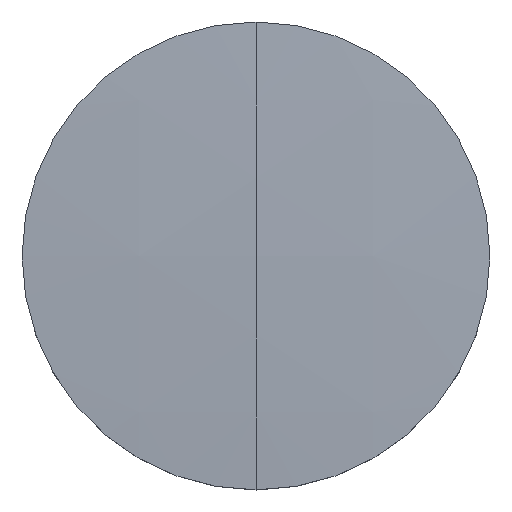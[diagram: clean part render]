
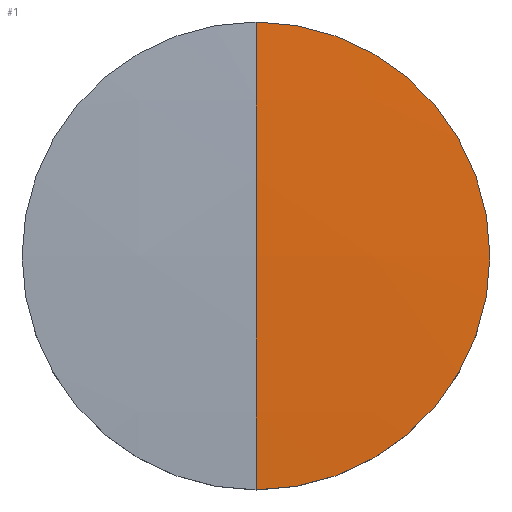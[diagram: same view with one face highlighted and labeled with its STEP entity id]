
A CAD part, top view. The second image highlights one B-rep face of the part: STEP entity #1.
In plain terms, the highlighted spherical face has radius 120.155 mm.
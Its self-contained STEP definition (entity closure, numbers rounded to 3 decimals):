
#1 = ADVANCED_FACE ( 'NONE', ( #82 ), #56, .T. ) ;
#5 = VERTEX_POINT ( 'NONE', #48 ) ;
#7 = VERTEX_POINT ( 'NONE', #44 ) ;
#9 = ORIENTED_EDGE ( 'NONE', *, *, #13, .T. ) ;
#13 = EDGE_CURVE ( 'NONE', #7, #24, #102, .T. ) ;
#15 = ORIENTED_EDGE ( 'NONE', *, *, #23, .F. ) ;
#18 = EDGE_CURVE ( 'NONE', #7, #5, #77, .T. ) ;
#19 = EDGE_LOOP ( 'NONE', ( #20, #9, #15 ) ) ;
#20 = ORIENTED_EDGE ( 'NONE', *, *, #18, .F. ) ;
#23 = EDGE_CURVE ( 'NONE', #5, #24, #54, .T. ) ;
#24 = VERTEX_POINT ( 'NONE', #62 ) ;
#44 = CARTESIAN_POINT ( 'NONE',  ( 0., 0., 1.085 ) ) ;
#48 = CARTESIAN_POINT ( 'NONE',  ( 0., 6.35, 0.917 ) ) ;
#53 = AXIS2_PLACEMENT_3D ( 'NONE', #78, #64, #63 ) ;
#54 = CIRCLE ( 'NONE', #53, 6.35 ) ;
#55 = DIRECTION ( 'NONE',  ( 0., 0., 1. ) ) ;
#56 = SPHERICAL_SURFACE ( 'NONE', #73, 120.155 ) ;
#58 = DIRECTION ( 'NONE',  ( 0., 1., 0. ) ) ;
#59 = DIRECTION ( 'NONE',  ( 1., 0., 0. ) ) ;
#62 = CARTESIAN_POINT ( 'NONE',  ( 0., -6.35, 0.917 ) ) ;
#63 = DIRECTION ( 'NONE',  ( 0., 1., 0. ) ) ;
#64 = DIRECTION ( 'NONE',  ( 0., 0., -1. ) ) ;
#73 = AXIS2_PLACEMENT_3D ( 'NONE', #116, #59, #122 ) ;
#74 = DIRECTION ( 'NONE',  ( -1., 0., 0. ) ) ;
#75 = CARTESIAN_POINT ( 'NONE',  ( 0., 0., -119.07 ) ) ;
#76 = AXIS2_PLACEMENT_3D ( 'NONE', #75, #74, #55 ) ;
#77 = CIRCLE ( 'NONE', #76, 120.155 ) ;
#78 = CARTESIAN_POINT ( 'NONE',  ( 0., 0., 0.917 ) ) ;
#82 = FACE_OUTER_BOUND ( 'NONE', #19, .T. ) ;
#100 = DIRECTION ( 'NONE',  ( 1., 0., 0. ) ) ;
#101 = AXIS2_PLACEMENT_3D ( 'NONE', #124, #100, #58 ) ;
#102 = CIRCLE ( 'NONE', #101, 120.155 ) ;
#116 = CARTESIAN_POINT ( 'NONE',  ( 0., 0., -119.07 ) ) ;
#122 = DIRECTION ( 'NONE',  ( 0., 1., 0. ) ) ;
#124 = CARTESIAN_POINT ( 'NONE',  ( 0., 0., -119.07 ) ) ;
